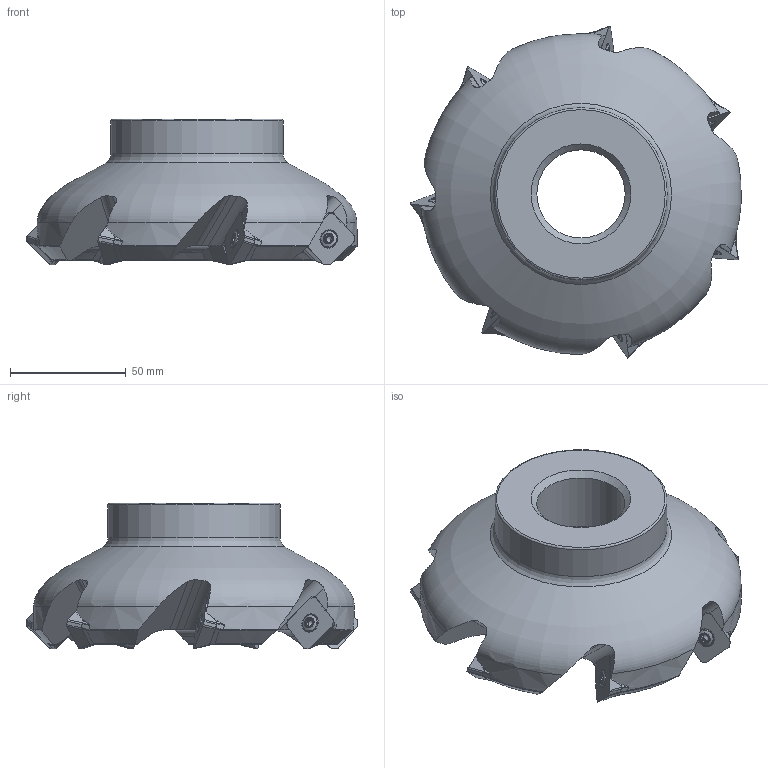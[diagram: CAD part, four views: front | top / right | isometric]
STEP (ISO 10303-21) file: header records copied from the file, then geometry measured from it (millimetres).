
FILE_DESCRIPTION(/* description */ (''),/* implementation_level */ '2;1');
FILE_NAME(/* name */ 'toolassembly_1.stp',/* time_stamp */ '2019-09-03T14:08:53+02:00',/* author */ (''),/* organization */ ('SMS'),/* preprocessor_version */ 'ST-DEVELOPER v16.7',/* originating_system */ 'SIEMENS PLM Software NX 12.0',/* authorisation */ '');
FILE_SCHEMA (('AUTOMOTIVE_DESIGN { 1 0 10303 214 3 1 1 1 }'));
Length unit declared in the file: millimetre
Products named in the file (4): CUT_20190903140821; NOCUT_20190903140748; ASSEMBLY_CONSTRUCTION; TOOLASSEMBLY_1
Assembly tree (9 placements, depth 2):
  TOOLASSEMBLY_1
    ASSEMBLY_CONSTRUCTION
    NOCUT_20190903140748
    CUT_20190903140821  x7
Bounding box: 142.69 x 143.33 x 62.99 mm (x, y, z)
Volume: 399239.8 mm3; surface area: 57680.2 mm2
Topology: 8 solids, 8 shells, 709 faces, 1888 edges, 1233 vertices
Faces by surface type: plane 254, cylinder 185, cone 88, torus 61, bspline 56, extrusion 56, sphere 7, revolution 2
Full cylindrical faces by diameter (mm): 4.5 x7, 5.7 x7, 7.15 x7, 8.103 x7, 38.112 x1, 56 x1, 74.386 x1
Entity records: 19108 total; most frequent: CARTESIAN_POINT 7398, ORIENTED_EDGE 2476, DIRECTION 2234, EDGE_CURVE 1238, AXIS2_PLACEMENT_3D 929, VERTEX_POINT 822, EDGE_LOOP 575, ADVANCED_FACE 499
